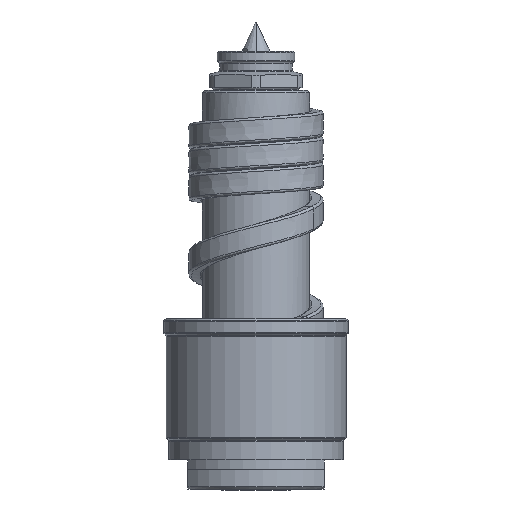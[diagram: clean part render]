
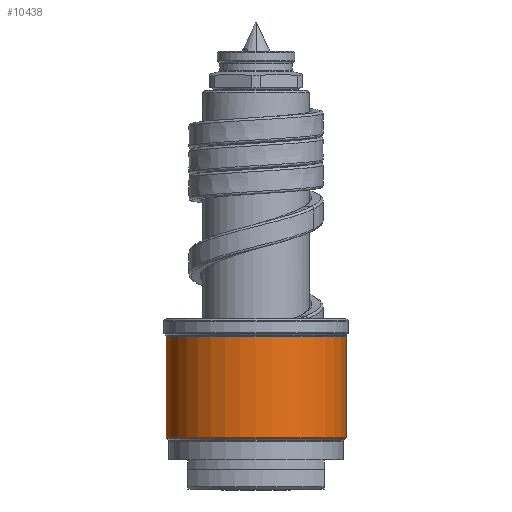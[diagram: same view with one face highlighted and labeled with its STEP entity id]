
A CAD part, front view. The second image highlights one B-rep face of the part: STEP entity #10438.
In plain terms, the highlighted cylindrical face has radius 18.5 mm (diameter 37 mm), a partial arc.
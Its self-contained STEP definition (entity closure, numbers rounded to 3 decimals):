
#3145=CARTESIAN_POINT('',(0.,0.,10.583));
#3146=DIRECTION('',(0.,0.,1.));
#3147=DIRECTION('',(-1.,0.,0.));
#3148=AXIS2_PLACEMENT_3D('',#3145,#3146,#3147);
#3150=DIRECTION('',(0.,0.,-1.));
#3151=VECTOR('',#3150,20.834);
#3152=CARTESIAN_POINT('',(-18.5,0.,31.417));
#3153=LINE('',#3152,#3151);
#3154=CARTESIAN_POINT('',(0.,0.,31.417));
#3155=DIRECTION('',(0.,0.,1.));
#3156=DIRECTION('',(-1.,0.,0.));
#3157=AXIS2_PLACEMENT_3D('',#3154,#3155,#3156);
#3159=DIRECTION('',(0.,0.,-1.));
#3160=VECTOR('',#3159,20.834);
#3161=CARTESIAN_POINT('',(18.5,0.,31.417));
#3162=LINE('',#3161,#3160);
#5980=CARTESIAN_POINT('',(18.5,0.,31.417));
#5981=CARTESIAN_POINT('',(-18.5,0.,31.417));
#5982=VERTEX_POINT('',#5980);
#5983=VERTEX_POINT('',#5981);
#6006=CARTESIAN_POINT('',(18.5,0.,10.583));
#6007=VERTEX_POINT('',#6006);
#6008=CARTESIAN_POINT('',(-18.5,0.,10.583));
#6009=VERTEX_POINT('',#6008);
#10426=CARTESIAN_POINT('',(0.,0.,8.75));
#10427=DIRECTION('',(0.,0.,1.));
#10428=DIRECTION('',(-1.,0.,0.));
#10429=AXIS2_PLACEMENT_3D('',#10426,#10427,#10428);
#10430=CYLINDRICAL_SURFACE('',#10429,18.5);
#10431=ORIENTED_EDGE('',*,*,#8165,.F.);
#10432=ORIENTED_EDGE('',*,*,#8146,.F.);
#10434=ORIENTED_EDGE('',*,*,#10433,.T.);
#10435=ORIENTED_EDGE('',*,*,#8142,.T.);
#10436=EDGE_LOOP('',(#10431,#10432,#10434,#10435));
#10437=FACE_OUTER_BOUND('',#10436,.F.);
#3149=CIRCLE('',#3148,18.5);
#3158=CIRCLE('',#3157,18.5);
#8142=EDGE_CURVE('',#5982,#6007,#3162,.T.);
#8146=EDGE_CURVE('',#5983,#6009,#3153,.T.);
#8165=EDGE_CURVE('',#6009,#6007,#3149,.T.);
#10433=EDGE_CURVE('',#5983,#5982,#3158,.T.);
#10438=ADVANCED_FACE('',(#10437),#10430,.T.);
